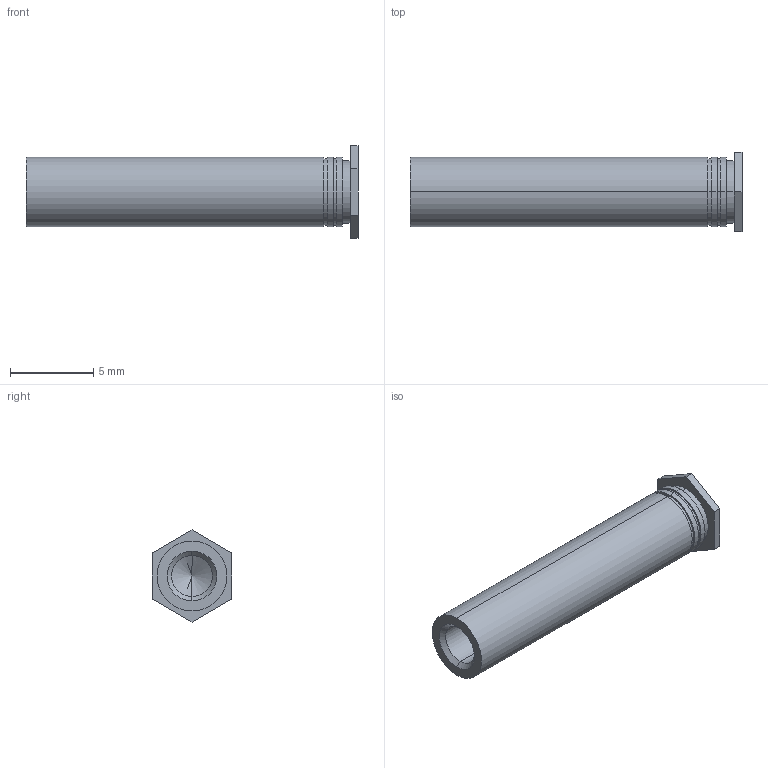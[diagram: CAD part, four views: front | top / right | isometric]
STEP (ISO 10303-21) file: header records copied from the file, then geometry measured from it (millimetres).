
FILE_DESCRIPTION(('starvars output'),'2;1');
FILE_NAME('cv20181231160324000032178.stp','16:03:24 2018/12/31',( 'Thomas Industrial Network Germany GmbH'),( 'Thomas Industrial Network Germany GmbH'),'unknown preprocess','ACIS' ,'unknown authorization');
FILE_SCHEMA(('AUTOMOTIVE_DESIGN_CC2 {UNKNOWN IMPLEMENTATION LEVEL}'));
Length unit declared in the file: millimetre
Products named in the file (1): PRODUCT_ID_1
Bounding box: 20 x 4.8 x 5.54 mm (x, y, z)
Volume: 207.1 mm3; surface area: 428.5 mm2
Topology: 1 solids, 1 shells, 35 faces, 74 edges, 47 vertices
Faces by surface type: cylinder 16, plane 15, cone 4
Entity records: 1154 total; most frequent: ORIENTED_EDGE 144, CARTESIAN_POINT 125, DIRECTION 118, EDGE_CURVE 72, VERTEX_POINT 47, EDGE_LOOP 43, FACE_BOUND 43, AXIS2_PLACEMENT_3D 40
